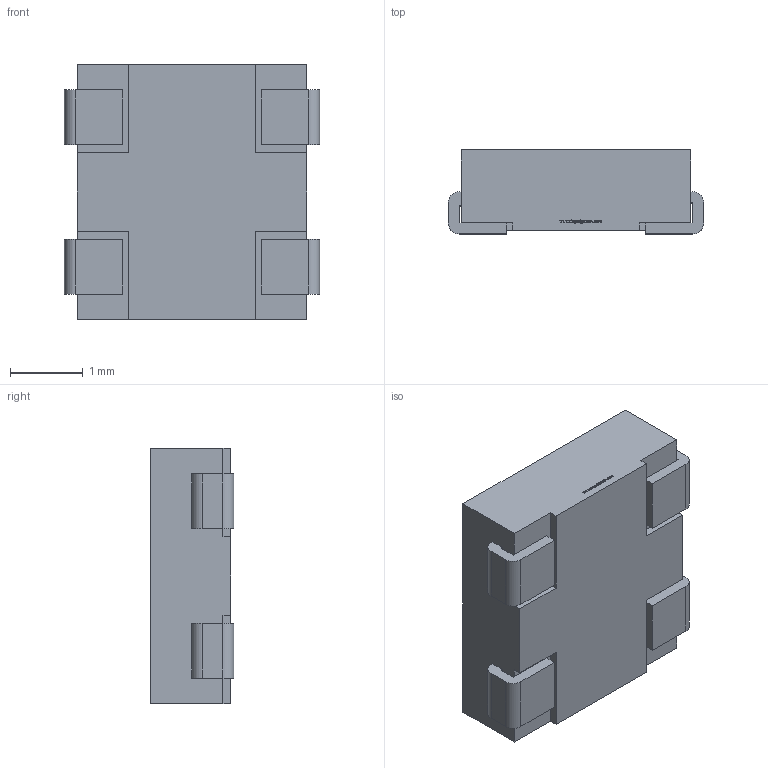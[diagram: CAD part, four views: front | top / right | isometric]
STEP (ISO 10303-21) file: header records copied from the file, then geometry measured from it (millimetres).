
FILE_DESCRIPTION (( 'STEP AP214' ), '1' );
FILE_NAME ('AA3535.STEP', '2009-07-27T16:19:14', ( '' ), ( '' ), 'SwSTEP 2.0', 'SolidWorks 2008', '' );
FILE_SCHEMA (( 'AUTOMOTIVE_DESIGN' ));
Length unit declared in the file: millimetre
Products named in the file (1): AA3535
Bounding box: 3.5 x 1.15 x 3.5 mm (x, y, z)
Volume: 10.8 mm3; surface area: 43.2 mm2
Topology: 1 solids, 1 shells, 353 faces, 967 edges, 642 vertices
Faces by surface type: plane 221, bspline 116, cylinder 12, cone 4
Entity records: 20390 total; most frequent: CARTESIAN_POINT 8351, ORIENTED_EDGE 1934, DIRECTION 1243, EDGE_CURVE 967, VECTOR 703, LINE 703, VERTEX_POINT 642, EDGE_LOOP 387
